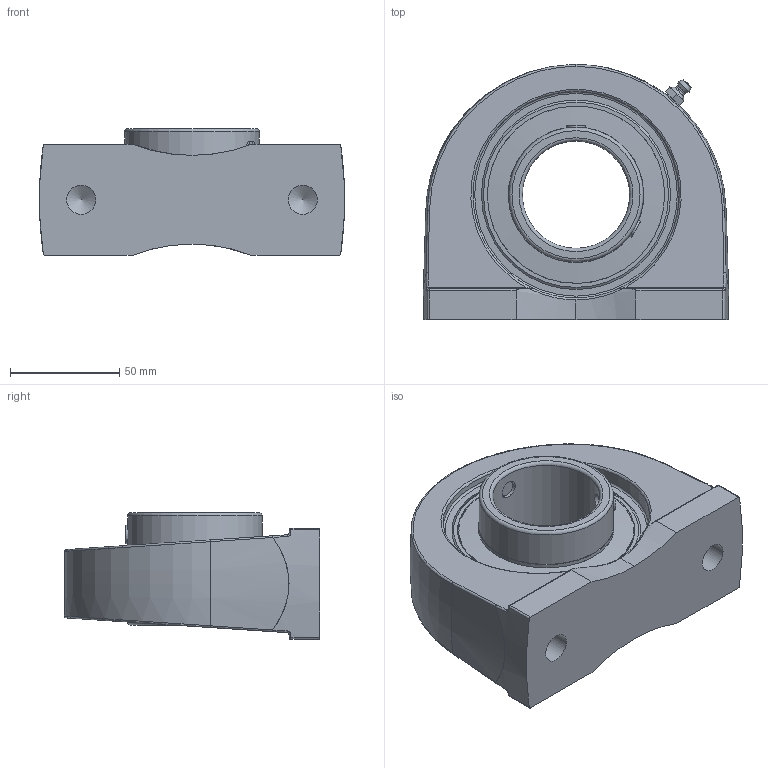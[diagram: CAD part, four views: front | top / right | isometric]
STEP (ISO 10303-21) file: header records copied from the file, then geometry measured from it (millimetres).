
FILE_DESCRIPTION(('HOOPS Exchange Step'),'2;1');
FILE_NAME('export-22A572DC-B3F5-4C24-8C47-9FD93DFF13AC.stp','2019-12-13T16:52:00+16:00',('ibuslach'),('Alibre'),'HOOPS Exchange 2019.2','Alibre','Unknown authorisation');
FILE_SCHEMA( ('AP242_MANAGED_MODEL_BASED_3D_ENGINEERING_MIM_LF {1 0 10303 442 1 1 4 }') );
Length unit declared in the file: centimetre
Products named in the file (7): MRN SPA 210; UCP ZERK 6mm; SUC 210-31 RACES; SUC 210 SHIELD; SUC 210 SS; MRN SUC 210-31; MRN SUCPA 210-31
Assembly tree (8 placements, depth 3):
  MRN SUCPA 210-31
    MRN SPA 210
    UCP ZERK 6mm
    MRN SUC 210-31
      SUC 210-31 RACES
      SUC 210 SHIELD  x2
      SUC 210 SS  x2
Bounding box: 140 x 117 x 58.1 mm (x, y, z)
Volume: 383586.1 mm3; surface area: 93486.3 mm2
Topology: 8 solids, 8 shells, 194 faces, 499 edges, 312 vertices
Faces by surface type: plane 55, cylinder 52, bspline 30, cone 22, torus 21, sphere 14
Full cylindrical faces by diameter (mm): 1.507 x2, 6 x2, 8.382 x4, 13.386 x2, 49.212 x1, 61.722 x3, 62.23 x2, 81.28 x3, 94.741 x2
Entity records: 12838 total; most frequent: CARTESIAN_POINT 8504, ORIENTED_EDGE 886, DIRECTION 870, EDGE_CURVE 443, AXIS2_PLACEMENT_3D 373, VERTEX_POINT 281, EDGE_LOOP 196, FACE_BOUND 196
